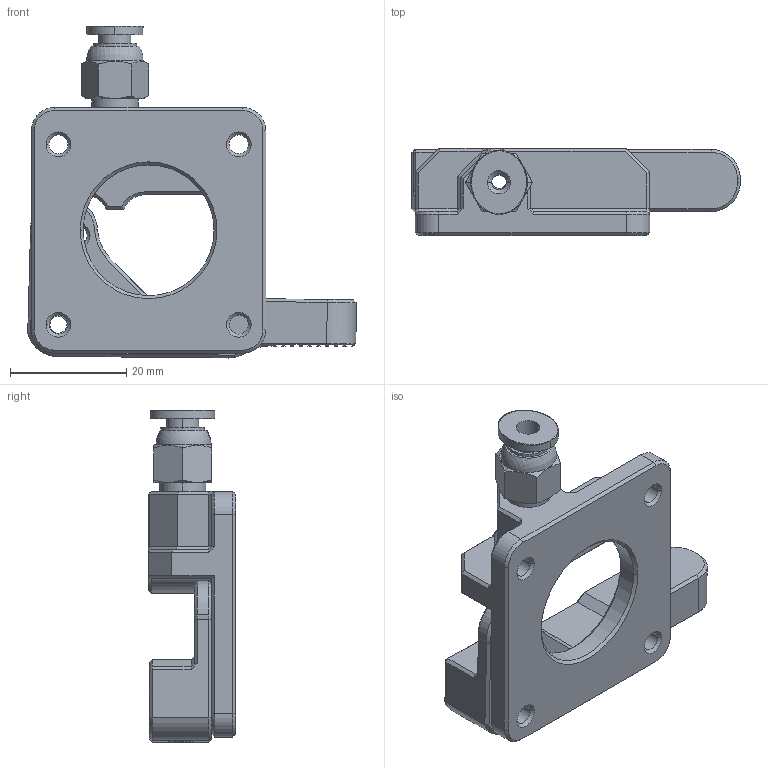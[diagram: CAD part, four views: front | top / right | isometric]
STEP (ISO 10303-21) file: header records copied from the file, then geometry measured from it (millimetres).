
FILE_DESCRIPTION (( 'STEP AP214' ), '1' );
FILE_NAME ('Extrusor -MK8.STEP', '2021-01-13T02:10:08', ( '' ), ( '' ), 'SwSTEP 2.0', 'SolidWorks 2020', '' );
FILE_SCHEMA (( 'AUTOMOTIVE_DESIGN' ));
Length unit declared in the file: millimetre
Products named in the file (5): Extrusor -MK8 buje; Extrusor -Acople M6___ _________; Extrusor -MK8 superior; Extrusor -MK8 Inferior; Extrusor -MK8
Assembly tree (4 placements, depth 2):
  Extrusor -MK8
    Extrusor -MK8 Inferior
    Extrusor -MK8 superior
    Extrusor -MK8 buje
    Extrusor -Acople M6___ _________
Bounding box: 56.45 x 15 x 57.05 mm (x, y, z)
Volume: 15194.5 mm3; surface area: 9612.2 mm2
Topology: 5 solids, 5 shells, 312 faces, 748 edges, 452 vertices
Faces by surface type: plane 168, cylinder 69, cone 64, bspline 10, torus 1
Entity records: 10828 total; most frequent: CARTESIAN_POINT 3475, ORIENTED_EDGE 1492, DIRECTION 1474, EDGE_CURVE 746, AXIS2_PLACEMENT_3D 506, LINE 462, VECTOR 462, VERTEX_POINT 452
